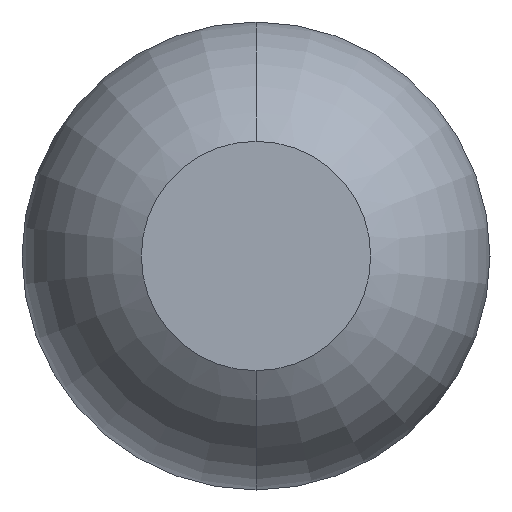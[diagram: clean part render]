
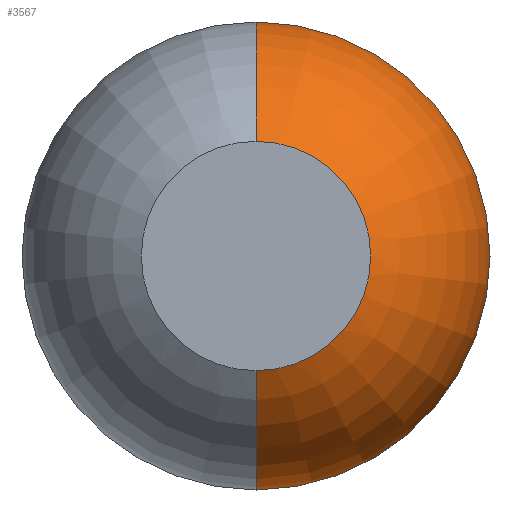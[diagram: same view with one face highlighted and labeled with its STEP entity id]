
A CAD part, front view. The second image highlights one B-rep face of the part: STEP entity #3567.
In plain terms, the highlighted toroidal (fillet/blend) face has major radius 0.01 mm and minor radius 0.5 mm.
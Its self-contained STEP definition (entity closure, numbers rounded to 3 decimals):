
#24 = DIRECTION ( 'NONE',  ( 0., 0., -1. ) ) ;
#177 = VERTEX_POINT ( 'NONE', #1163 ) ;
#319 = VERTEX_POINT ( 'NONE', #3598 ) ;
#332 = CIRCLE ( 'NONE', #1240, 0.5 ) ;
#355 = EDGE_CURVE ( 'NONE', #177, #2412, #820, .T. ) ;
#406 = CARTESIAN_POINT ( 'NONE',  ( 0., -25.4, 0.25 ) ) ;
#441 = CARTESIAN_POINT ( 'NONE',  ( 0., -24.961, 0.01 ) ) ;
#580 = CARTESIAN_POINT ( 'NONE',  ( 0., -24.961, 0. ) ) ;
#656 = DIRECTION ( 'NONE',  ( 0., 0., -1. ) ) ;
#671 = AXIS2_PLACEMENT_3D ( 'NONE', #1879, #1063, #1591 ) ;
#777 = DIRECTION ( 'NONE',  ( 0., 0., 1. ) ) ;
#820 = CIRCLE ( 'NONE', #2666, 0.5 ) ;
#840 = DIRECTION ( 'NONE',  ( 0., -1., 0. ) ) ;
#1063 = DIRECTION ( 'NONE',  ( 0., 1., 0. ) ) ;
#1163 = CARTESIAN_POINT ( 'NONE',  ( 0., -24.961, 0.51 ) ) ;
#1240 = AXIS2_PLACEMENT_3D ( 'NONE', #3603, #2210, #777 ) ;
#1314 = DIRECTION ( 'NONE',  ( 0., 0., -1. ) ) ;
#1335 = EDGE_CURVE ( 'Defeature ausgef�hrt1_0+Defeature ausgef�hrt1_6+Defeature ausgef�hrt1_6+Defeature ausgef�hrt1_6', #319, #177, #3056, .T. ) ;
#1390 = EDGE_LOOP ( 'NONE', ( #2096, #1732, #2455, #3436 ) ) ;
#1421 = EDGE_CURVE ( 'NONE', #319, #2047, #332, .T. ) ;
#1542 = CIRCLE ( 'NONE', #671, 0.25 ) ;
#1591 = DIRECTION ( 'NONE',  ( 0., 0., 1. ) ) ;
#1724 = DIRECTION ( 'NONE',  ( 0., -1., 0. ) ) ;
#1732 = ORIENTED_EDGE ( 'NONE', *, *, #355, .T. ) ;
#1879 = CARTESIAN_POINT ( 'NONE',  ( 0., -25.4, 0. ) ) ;
#1903 = CARTESIAN_POINT ( 'NONE',  ( 0., -25.4, -0.25 ) ) ;
#2008 = EDGE_CURVE ( 'Defeature ausgef�hrt1_0+Defeature ausgef�hrt1_21+Defeature ausgef�hrt1_21+Defeature ausgef�hrt1_21', #2412, #2047, #1542, .T. ) ;
#2047 = VERTEX_POINT ( 'NONE', #1903 ) ;
#2096 = ORIENTED_EDGE ( 'NONE', *, *, #1335, .T. ) ;
#2210 = DIRECTION ( 'NONE',  ( -1., 0., 0. ) ) ;
#2412 = VERTEX_POINT ( 'NONE', #406 ) ;
#2455 = ORIENTED_EDGE ( 'NONE', *, *, #2008, .T. ) ;
#2474 = DIRECTION ( 'NONE',  ( 1., 0., 0. ) ) ;
#2583 = AXIS2_PLACEMENT_3D ( 'NONE', #580, #840, #656 ) ;
#2666 = AXIS2_PLACEMENT_3D ( 'NONE', #441, #2474, #1314 ) ;
#2855 = CARTESIAN_POINT ( 'NONE',  ( 0., -24.961, 0. ) ) ;
#3056 = CIRCLE ( 'NONE', #3556, 0.51 ) ;
#3365 = TOROIDAL_SURFACE ( 'NONE', #2583, 0.01, 0.5 ) ;
#3436 = ORIENTED_EDGE ( 'NONE', *, *, #1421, .F. ) ;
#3556 = AXIS2_PLACEMENT_3D ( 'NONE', #2855, #1724, #24 ) ;
#3567 = ADVANCED_FACE ( 'Defeature ausgef�hrt1_0', ( #3597 ), #3365, .T. ) ;
#3597 = FACE_OUTER_BOUND ( 'NONE', #1390, .T. ) ;
#3598 = CARTESIAN_POINT ( 'NONE',  ( 0., -24.961, -0.51 ) ) ;
#3603 = CARTESIAN_POINT ( 'NONE',  ( 0., -24.961, -0.01 ) ) ;
